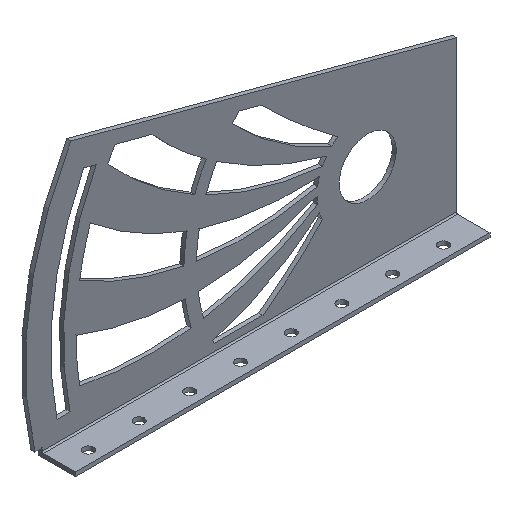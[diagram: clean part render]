
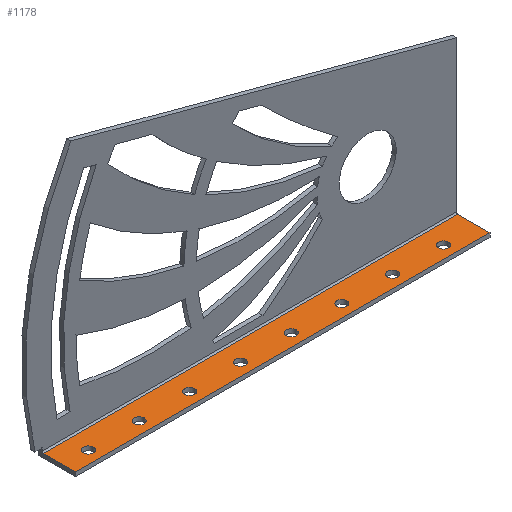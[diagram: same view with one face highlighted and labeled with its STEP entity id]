
A CAD part, isometric view. The second image highlights one B-rep face of the part: STEP entity #1178.
In plain terms, the highlighted planar face has unit normal (0, 0, 1).
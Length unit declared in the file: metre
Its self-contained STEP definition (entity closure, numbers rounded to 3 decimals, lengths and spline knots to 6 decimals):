
#134=CIRCLE('',#1328,0.002489);
#135=CIRCLE('',#1329,0.002489);
#136=CIRCLE('',#1330,0.002489);
#137=CIRCLE('',#1331,0.002489);
#138=CIRCLE('',#1332,0.002489);
#139=CIRCLE('',#1333,0.002489);
#140=CIRCLE('',#1334,0.002489);
#141=CIRCLE('',#1335,0.002489);
#428=ORIENTED_EDGE('',*,*,#625,.T.);
#429=ORIENTED_EDGE('',*,*,#626,.T.);
#430=ORIENTED_EDGE('',*,*,#627,.T.);
#431=ORIENTED_EDGE('',*,*,#628,.T.);
#432=ORIENTED_EDGE('',*,*,#629,.T.);
#433=ORIENTED_EDGE('',*,*,#630,.T.);
#434=ORIENTED_EDGE('',*,*,#631,.T.);
#435=ORIENTED_EDGE('',*,*,#632,.T.);
#436=ORIENTED_EDGE('',*,*,#497,.T.);
#437=ORIENTED_EDGE('',*,*,#633,.T.);
#438=ORIENTED_EDGE('',*,*,#488,.F.);
#439=ORIENTED_EDGE('',*,*,#634,.T.);
#488=EDGE_CURVE('',#652,#653,#768,.T.);
#497=EDGE_CURVE('',#662,#661,#774,.T.);
#625=EDGE_CURVE('',#745,#745,#134,.F.);
#626=EDGE_CURVE('',#746,#746,#135,.F.);
#627=EDGE_CURVE('',#747,#747,#136,.F.);
#628=EDGE_CURVE('',#748,#748,#137,.F.);
#629=EDGE_CURVE('',#749,#749,#138,.F.);
#630=EDGE_CURVE('',#750,#750,#139,.F.);
#631=EDGE_CURVE('',#751,#751,#140,.F.);
#632=EDGE_CURVE('',#752,#752,#141,.F.);
#633=EDGE_CURVE('',#661,#653,#830,.F.);
#634=EDGE_CURVE('',#652,#662,#831,.T.);
#652=VERTEX_POINT('',#1753);
#653=VERTEX_POINT('',#1755);
#661=VERTEX_POINT('',#1772);
#662=VERTEX_POINT('',#1774);
#745=VERTEX_POINT('',#2030);
#746=VERTEX_POINT('',#2032);
#747=VERTEX_POINT('',#2034);
#748=VERTEX_POINT('',#2036);
#749=VERTEX_POINT('',#2038);
#750=VERTEX_POINT('',#2040);
#751=VERTEX_POINT('',#2042);
#752=VERTEX_POINT('',#2044);
#768=LINE('',#1754,#841);
#774=LINE('',#1773,#847);
#830=LINE('',#2045,#903);
#831=LINE('',#2046,#904);
#841=VECTOR('',#1371,1.);
#847=VECTOR('',#1385,1.);
#903=VECTOR('',#1691,1.);
#904=VECTOR('',#1692,1.);
#975=EDGE_LOOP('',(#428));
#976=EDGE_LOOP('',(#429));
#977=EDGE_LOOP('',(#430));
#978=EDGE_LOOP('',(#431));
#979=EDGE_LOOP('',(#432));
#980=EDGE_LOOP('',(#433));
#981=EDGE_LOOP('',(#434));
#982=EDGE_LOOP('',(#435));
#983=EDGE_LOOP('',(#436,#437,#438,#439));
#1080=FACE_BOUND('',#975,.T.);
#1081=FACE_BOUND('',#976,.T.);
#1082=FACE_BOUND('',#977,.T.);
#1083=FACE_BOUND('',#978,.T.);
#1084=FACE_BOUND('',#979,.T.);
#1085=FACE_BOUND('',#980,.T.);
#1086=FACE_BOUND('',#981,.T.);
#1087=FACE_BOUND('',#982,.T.);
#1088=FACE_BOUND('',#983,.T.);
#1128=PLANE('',#1327);
#1178=ADVANCED_FACE('',(#1080,#1081,#1082,#1083,#1084,#1085,#1086,#1087,
#1088),#1128,.T.);
#1327=AXIS2_PLACEMENT_3D('',#2028,#1673,#1674);
#1328=AXIS2_PLACEMENT_3D('',#2029,#1675,#1676);
#1329=AXIS2_PLACEMENT_3D('',#2031,#1677,#1678);
#1330=AXIS2_PLACEMENT_3D('',#2033,#1679,#1680);
#1331=AXIS2_PLACEMENT_3D('',#2035,#1681,#1682);
#1332=AXIS2_PLACEMENT_3D('',#2037,#1683,#1684);
#1333=AXIS2_PLACEMENT_3D('',#2039,#1685,#1686);
#1334=AXIS2_PLACEMENT_3D('',#2041,#1687,#1688);
#1335=AXIS2_PLACEMENT_3D('',#2043,#1689,#1690);
#1371=DIRECTION('',(0.,1.,0.));
#1385=DIRECTION('',(0.,1.,0.));
#1673=DIRECTION('',(0.,0.,1.));
#1674=DIRECTION('',(1.,0.,0.));
#1675=DIRECTION('',(0.,0.,1.));
#1676=DIRECTION('',(1.,0.,0.));
#1677=DIRECTION('',(0.,0.,1.));
#1678=DIRECTION('',(1.,0.,0.));
#1679=DIRECTION('',(0.,0.,1.));
#1680=DIRECTION('',(1.,0.,0.));
#1681=DIRECTION('',(0.,0.,1.));
#1682=DIRECTION('',(1.,0.,0.));
#1683=DIRECTION('',(0.,0.,1.));
#1684=DIRECTION('',(1.,0.,0.));
#1685=DIRECTION('',(0.,0.,1.));
#1686=DIRECTION('',(1.,0.,0.));
#1687=DIRECTION('',(0.,0.,1.));
#1688=DIRECTION('',(1.,0.,0.));
#1689=DIRECTION('',(0.,0.,1.));
#1690=DIRECTION('',(1.,0.,0.));
#1691=DIRECTION('',(1.,0.,0.));
#1692=DIRECTION('',(1.,0.,0.));
#1753=CARTESIAN_POINT('',(-0.207474,-0.018796,0.));
#1754=CARTESIAN_POINT('',(-0.207474,-0.018796,0.));
#1755=CARTESIAN_POINT('',(-0.207474,-0.002769,0.));
#1772=CARTESIAN_POINT('',(0.,-0.002769,0.));
#1773=CARTESIAN_POINT('',(0.,-0.018796,0.));
#1774=CARTESIAN_POINT('',(0.,-0.018796,0.));
#2028=CARTESIAN_POINT('',(-0.103737,-0.018796,0.));
#2029=CARTESIAN_POINT('',(-0.194774,-0.012446,0.));
#2030=CARTESIAN_POINT('',(-0.192285,-0.012446,0.));
#2031=CARTESIAN_POINT('',(-0.169374,-0.012446,0.));
#2032=CARTESIAN_POINT('',(-0.166885,-0.012446,0.));
#2033=CARTESIAN_POINT('',(-0.143974,-0.012446,0.));
#2034=CARTESIAN_POINT('',(-0.141485,-0.012446,0.));
#2035=CARTESIAN_POINT('',(-0.118574,-0.012446,0.));
#2036=CARTESIAN_POINT('',(-0.116085,-0.012446,0.));
#2037=CARTESIAN_POINT('',(-0.093174,-0.012446,0.));
#2038=CARTESIAN_POINT('',(-0.090685,-0.012446,0.));
#2039=CARTESIAN_POINT('',(-0.067774,-0.012446,0.));
#2040=CARTESIAN_POINT('',(-0.065285,-0.012446,0.));
#2041=CARTESIAN_POINT('',(-0.042374,-0.012446,0.));
#2042=CARTESIAN_POINT('',(-0.039885,-0.012446,0.));
#2043=CARTESIAN_POINT('',(-0.016974,-0.012446,0.));
#2044=CARTESIAN_POINT('',(-0.014485,-0.012446,0.));
#2045=CARTESIAN_POINT('',(-0.207474,-0.002769,0.));
#2046=CARTESIAN_POINT('',(-0.103737,-0.018796,0.));
